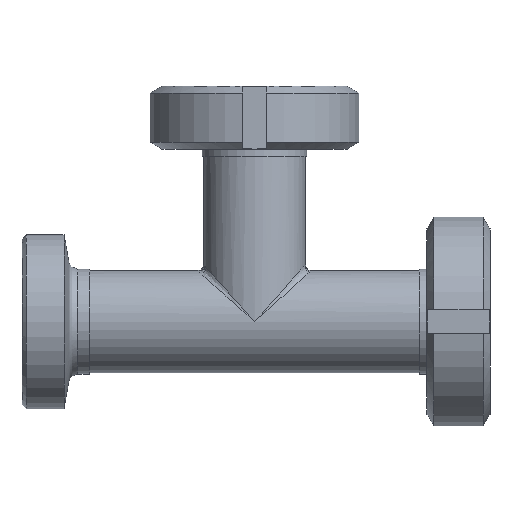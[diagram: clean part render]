
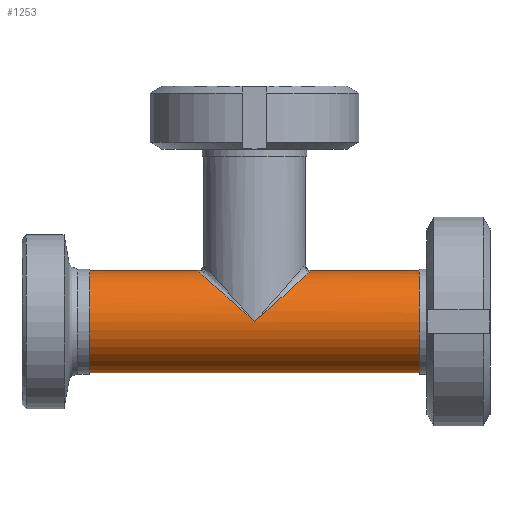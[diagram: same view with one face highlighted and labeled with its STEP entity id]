
A CAD part, front view. The second image highlights one B-rep face of the part: STEP entity #1253.
In plain terms, the highlighted cylindrical face has radius 17 mm (diameter 34 mm), a full revolution.
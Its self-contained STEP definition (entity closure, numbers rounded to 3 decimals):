
#959=CARTESIAN_POINT('',(0.0,17.0,0.0));
#960=VERTEX_POINT('',#959);
#961=CARTESIAN_POINT('',(0.0,-17.0,0.0));
#962=VERTEX_POINT('',#961);
#963=CARTESIAN_POINT('',(0.0,0.0,0.0));
#964=DIRECTION('',(0.667,0.0,0.745));
#965=DIRECTION('',(-0.745,0.0,0.667));
#966=AXIS2_PLACEMENT_3D('',#963,#964,#965);
#967=ELLIPSE('',#966,25.495,17.);
#968=EDGE_CURVE('',#960,#962,#967,.T.);
#1151=CARTESIAN_POINT('',(0.0,0.0,0.0));
#1152=DIRECTION('',(-0.667,0.0,0.745));
#1153=DIRECTION('',(0.745,0.0,0.667));
#1154=AXIS2_PLACEMENT_3D('',#1151,#1152,#1153);
#1155=ELLIPSE('',#1154,25.495,17.);
#1156=EDGE_CURVE('',#962,#960,#1155,.T.);
#1222=CARTESIAN_POINT('',(0.0,0.0,0.0));
#1223=DIRECTION('',(-1.0,0.0,0.0));
#1224=DIRECTION('',(0.0,-1.0,0.0));
#1225=AXIS2_PLACEMENT_3D('',#1222,#1223,#1224);
#1226=CYLINDRICAL_SURFACE('',#1225,17.);
#1227=CARTESIAN_POINT('',(-55.0,-17.,0.0));
#1228=VERTEX_POINT('',#1227);
#1229=CARTESIAN_POINT('',(-55.0,0.0,0.0));
#1230=DIRECTION('',(-1.0,0.0,0.0));
#1231=DIRECTION('',(0.0,-1.0,0.0));
#1232=AXIS2_PLACEMENT_3D('',#1229,#1230,#1231);
#1233=CIRCLE('',#1232,17.);
#1234=EDGE_CURVE('',#1228,#1228,#1233,.T.);
#1235=ORIENTED_EDGE('',*,*,#1234,.F.);
#1236=EDGE_LOOP('',(#1235));
#1237=FACE_OUTER_BOUND('',#1236,.T.);
#1238=ORIENTED_EDGE('',*,*,#968,.F.);
#1239=ORIENTED_EDGE('',*,*,#1156,.F.);
#1240=EDGE_LOOP('',(#1238,#1239));
#1241=FACE_BOUND('',#1240,.T.);
#1242=CARTESIAN_POINT('',(55.0,-17.,0.0));
#1243=VERTEX_POINT('',#1242);
#1244=CARTESIAN_POINT('',(55.,0.0,0.0));
#1245=DIRECTION('',(-1.0,0.0,0.0));
#1246=DIRECTION('',(0.0,-1.0,0.0));
#1247=AXIS2_PLACEMENT_3D('',#1244,#1245,#1246);
#1248=CIRCLE('',#1247,17.);
#1249=EDGE_CURVE('',#1243,#1243,#1248,.T.);
#1250=ORIENTED_EDGE('',*,*,#1249,.T.);
#1251=EDGE_LOOP('',(#1250));
#1252=FACE_BOUND('',#1251,.T.);
#1253=ADVANCED_FACE('',(#1237,#1241,#1252),#1226,.T.);
